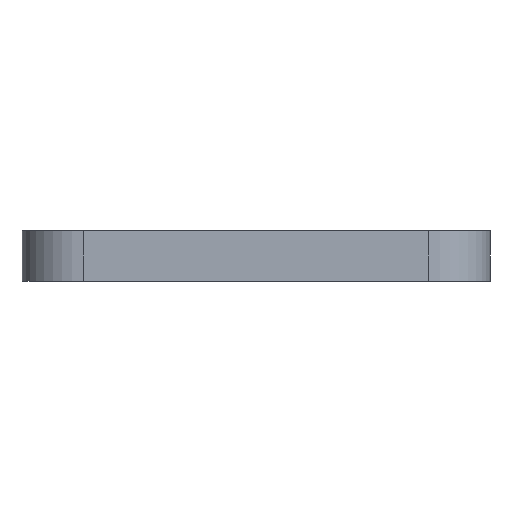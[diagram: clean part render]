
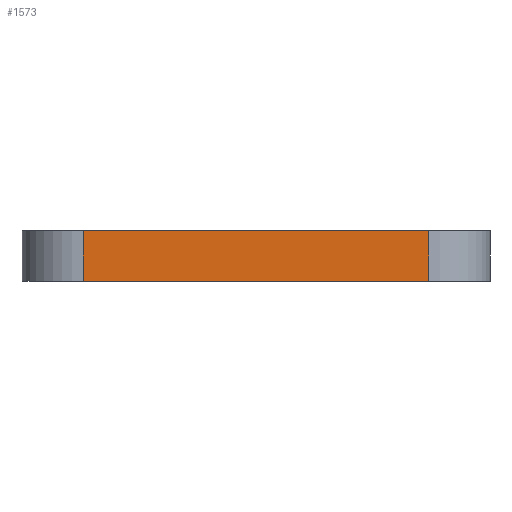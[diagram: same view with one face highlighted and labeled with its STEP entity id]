
A CAD part, front view. The second image highlights one B-rep face of the part: STEP entity #1573.
In plain terms, the highlighted planar face has unit normal (0, -1, 0).
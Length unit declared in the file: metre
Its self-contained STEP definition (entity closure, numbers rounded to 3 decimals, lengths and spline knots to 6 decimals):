
#64=LINE('',#2338,#216);
#103=LINE('',#2485,#255);
#146=LINE('',#2600,#298);
#147=LINE('',#2602,#299);
#216=VECTOR('',#1847,1.);
#255=VECTOR('',#1972,1.);
#298=VECTOR('',#2085,1.);
#299=VECTOR('',#2088,1.);
#566=ORIENTED_EDGE('',*,*,#836,.F.);
#567=ORIENTED_EDGE('',*,*,#972,.F.);
#568=ORIENTED_EDGE('',*,*,#909,.T.);
#569=ORIENTED_EDGE('',*,*,#971,.T.);
#836=EDGE_CURVE('',#1065,#1066,#64,.T.);
#909=EDGE_CURVE('',#1131,#1130,#103,.T.);
#971=EDGE_CURVE('',#1130,#1066,#146,.T.);
#972=EDGE_CURVE('',#1131,#1065,#147,.T.);
#1065=VERTEX_POINT('',#2337);
#1066=VERTEX_POINT('',#2339);
#1130=VERTEX_POINT('',#2484);
#1131=VERTEX_POINT('',#2486);
#1310=EDGE_LOOP('',(#566,#567,#568,#569));
#1423=FACE_BOUND('',#1310,.T.);
#1511=PLANE('',#1738);
#1573=ADVANCED_FACE('',(#1423),#1511,.T.);
#1738=AXIS2_PLACEMENT_3D('',#2601,#2086,#2087);
#1847=DIRECTION('',(1.,0.,0.));
#1972=DIRECTION('',(1.,0.,0.));
#2085=DIRECTION('',(0.,0.,1.));
#2086=DIRECTION('',(0.,-1.,0.));
#2087=DIRECTION('',(1.,0.,0.));
#2088=DIRECTION('',(0.,0.,1.));
#2337=CARTESIAN_POINT('',(-0.016975,0.,0.005));
#2338=CARTESIAN_POINT('',(0.,0.,0.005));
#2339=CARTESIAN_POINT('',(0.016975,0.,0.005));
#2484=CARTESIAN_POINT('',(0.016975,0.,0.));
#2485=CARTESIAN_POINT('',(0.,0.,0.));
#2486=CARTESIAN_POINT('',(-0.016975,0.,0.));
#2600=CARTESIAN_POINT('',(0.016975,0.,0.));
#2601=CARTESIAN_POINT('',(0.,0.,0.));
#2602=CARTESIAN_POINT('',(-0.016975,0.,0.));
